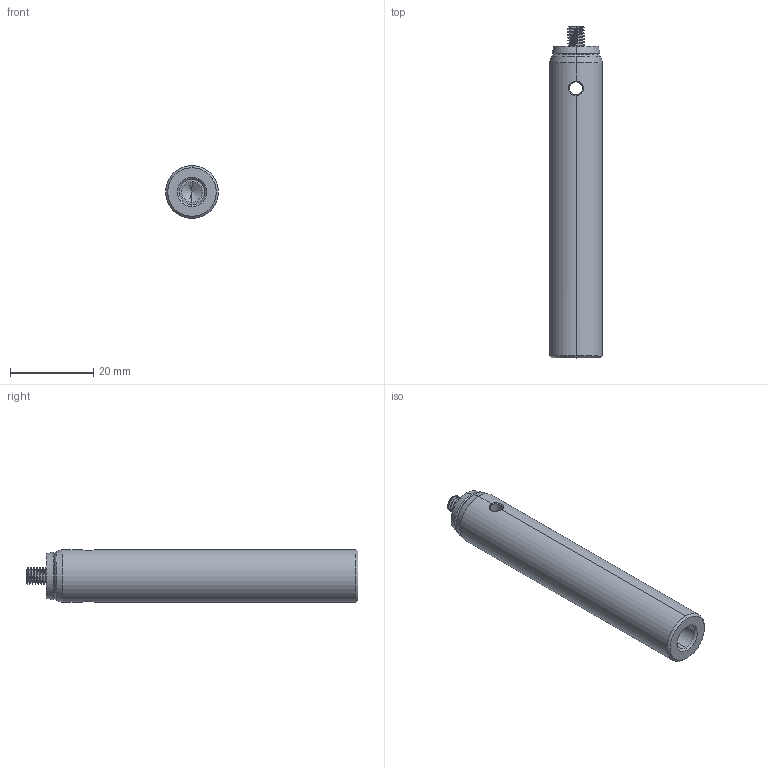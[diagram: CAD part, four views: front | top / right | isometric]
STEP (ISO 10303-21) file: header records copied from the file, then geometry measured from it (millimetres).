
FILE_DESCRIPTION (( 'STEP AP214' ), '1' );
FILE_NAME ('TTN020381-E0W.STEP', '2015-10-27T20:20:02', ( 'admin' ), ( '' ), 'SwSTEP 2.0', 'SolidWorks 2014', '' );
FILE_SCHEMA (( 'AUTOMOTIVE_DESIGN' ));
Length unit declared in the file: millimetre
Products named in the file (1): TTN020381-E0W
Bounding box: 12.67 x 79.84 x 12.67 mm (x, y, z)
Volume: 8931 mm3; surface area: 3870.6 mm2
Topology: 2 solids, 2 shells, 98 faces, 255 edges, 157 vertices
Faces by surface type: cylinder 44, cone 28, plane 17, bspline 7, torus 2
Entity records: 6378 total; most frequent: CARTESIAN_POINT 3147, ORIENTED_EDGE 498, DIRECTION 380, EDGE_CURVE 249, VERTEX_POINT 157, AXIS2_PLACEMENT_3D 146, EDGE_LOOP 104, UNCERTAINTY_MEASURE_WITH_UNIT 102
